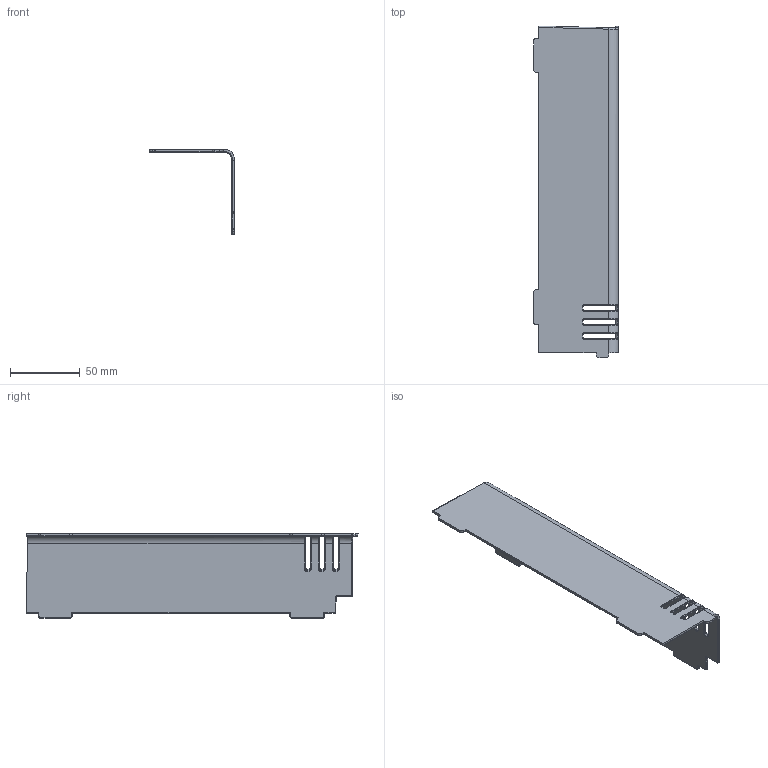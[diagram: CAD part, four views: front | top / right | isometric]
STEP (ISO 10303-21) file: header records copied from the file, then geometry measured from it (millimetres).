
FILE_DESCRIPTION (( 'STEP AP203' ), '1' );
FILE_NAME ('1903-D.step', '2017-06-13T14:05:47', ( '' ), ( '' ), 'SwSTEP 2.0', 'SolidWorks 2016', '' );
FILE_SCHEMA (( 'CONFIG_CONTROL_DESIGN' ));
Length unit declared in the file: millimetre
Products named in the file (1): 1903-D
Bounding box: 60.8 x 237.51 x 60.8 mm (x, y, z)
Volume: 50290.8 mm3; surface area: 52111 mm2
Topology: 1 solids, 1 shells, 259 faces, 648 edges, 385 vertices
Faces by surface type: cylinder 100, bspline 97, plane 48, torus 11, sphere 3
Entity records: 9781 total; most frequent: CARTESIAN_POINT 4363, ORIENTED_EDGE 1296, DIRECTION 972, EDGE_CURVE 648, VERTEX_POINT 385, AXIS2_PLACEMENT_3D 362, EDGE_LOOP 259, ADVANCED_FACE 259
